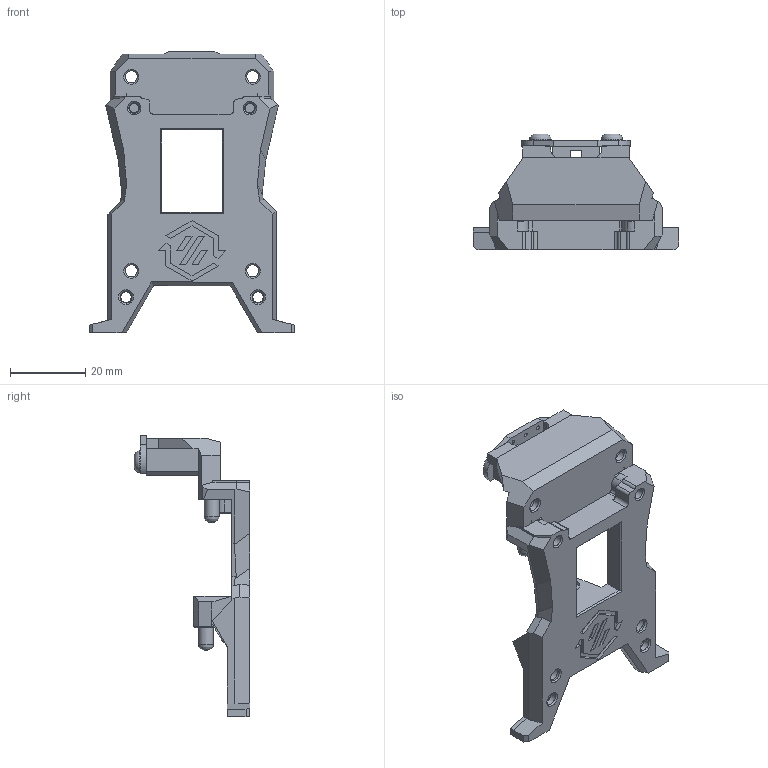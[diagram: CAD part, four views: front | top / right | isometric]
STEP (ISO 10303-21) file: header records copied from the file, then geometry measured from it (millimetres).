
FILE_DESCRIPTION(/* description */ (''),/* implementation_level */ '2;1');
FILE_NAME(/* name */ 'StealthBurner.step',/* time_stamp */ '2024-06-16T01:52:46+01:00',/* author */ (''),/* organization */ (''),/* preprocessor_version */ 'ST-DEVELOPER v20',/* originating_system */ 'Autodesk Translation Framework v13.14.0.145',/* authorisation */ '');
FILE_SCHEMA (('AUTOMOTIVE_DESIGN { 1 0 10303 214 3 1 1 }'));
Length unit declared in the file: millimetre
Products named in the file (11): SC V1.1r2 Master; StealthBurner SC V1.1R2; Backplate; Hardware (1); Tap_Sensor; Board; Sensor; M3x6 BHCS (2); M3x6 FHCS (7) (1); M3x6 FHCS (7) (1) (1); Pins 4x12 Rounded
Assembly tree (13 placements, depth 5):
  SC V1.1r2 Master
    StealthBurner SC V1.1R2
      Backplate
      Hardware (1)
        Pins 4x12 Rounded  x3
        Tap_Sensor
          Board
          Sensor
          M3x6 BHCS (2)  x2
        M3x6 FHCS (7) (1)
        M3x6 FHCS (7) (1) (1)
Bounding box: 54.7 x 30.73 x 74.89 mm (x, y, z)
Volume: 17492.4 mm3; surface area: 12734.3 mm2
Topology: 10 solids, 10 shells, 480 faces, 1252 edges, 818 vertices
Faces by surface type: plane 352, cylinder 89, cone 26, bspline 11, torus 2
Full cylindrical faces by diameter (mm): 0.87 x5, 1 x3, 2.529 x8, 2.8 x13, 3 x4, 3.1 x1, 3.2 x8, 4 x3, 4.7 x4, 5.54 x2, 5.7 x2, 6.2 x1
Entity records: 22944 total; most frequent: CARTESIAN_POINT 11330, ORIENTED_EDGE 2390, DIRECTION 2203, EDGE_CURVE 1195, LINE 915, VECTOR 915, VERTEX_POINT 782, AXIS2_PLACEMENT_3D 644
